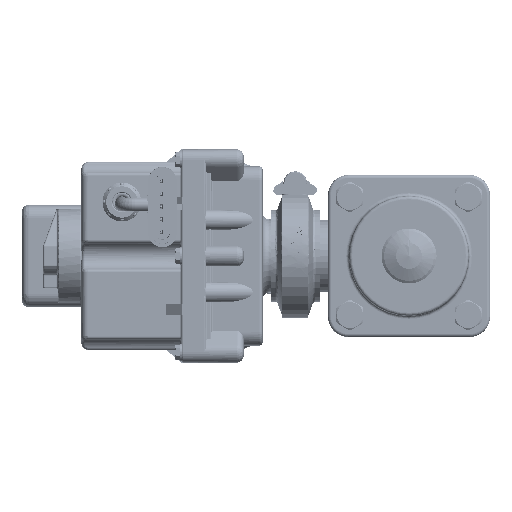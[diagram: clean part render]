
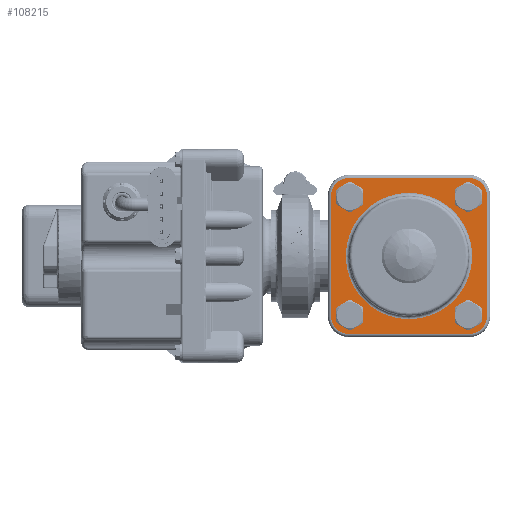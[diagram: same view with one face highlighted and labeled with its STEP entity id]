
A CAD part, left-side view. The second image highlights one B-rep face of the part: STEP entity #108215.
In plain terms, the highlighted face is planar.
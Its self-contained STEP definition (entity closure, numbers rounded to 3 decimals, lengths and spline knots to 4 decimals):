
#5749=FACE_BOUND('',#36843,.T.);
#5750=FACE_BOUND('',#36844,.T.);
#5751=FACE_BOUND('',#36845,.T.);
#5752=FACE_BOUND('',#36846,.T.);
#5753=FACE_BOUND('',#36847,.T.);
#6353=PLANE('',#115938);
#9593=LINE('',#154853,#19355);
#9594=LINE('',#154857,#19356);
#9595=LINE('',#154861,#19357);
#9596=LINE('',#154865,#19358);
#19355=VECTOR('',#125609,0.3937);
#19356=VECTOR('',#125612,0.3937);
#19357=VECTOR('',#125615,0.3937);
#19358=VECTOR('',#125618,0.3937);
#30413=FACE_OUTER_BOUND('',#36842,.T.);
#36842=EDGE_LOOP('',(#75559,#75560,#75561,#75562,#75563,#75564,#75565,#75566));
#36843=EDGE_LOOP('',(#75567));
#36844=EDGE_LOOP('',(#75568));
#36845=EDGE_LOOP('',(#75569));
#36846=EDGE_LOOP('',(#75570));
#36847=EDGE_LOOP('',(#75571));
#43825=CIRCLE('',#115937,1.17);
#43826=CIRCLE('',#115939,0.315);
#43827=CIRCLE('',#115940,0.315);
#43828=CIRCLE('',#115941,0.315);
#43829=CIRCLE('',#115942,0.315);
#43830=CIRCLE('',#115943,0.18);
#43831=CIRCLE('',#115944,0.18);
#43832=CIRCLE('',#115945,0.18);
#43833=CIRCLE('',#115946,0.18);
#47344=VERTEX_POINT('',#154847);
#47345=VERTEX_POINT('',#154851);
#47346=VERTEX_POINT('',#154852);
#47347=VERTEX_POINT('',#154854);
#47348=VERTEX_POINT('',#154856);
#47349=VERTEX_POINT('',#154858);
#47350=VERTEX_POINT('',#154860);
#47351=VERTEX_POINT('',#154862);
#47352=VERTEX_POINT('',#154864);
#47353=VERTEX_POINT('',#154867);
#47354=VERTEX_POINT('',#154869);
#47355=VERTEX_POINT('',#154871);
#47356=VERTEX_POINT('',#154873);
#58307=EDGE_CURVE('',#47344,#47344,#43825,.T.);
#58308=EDGE_CURVE('',#47345,#47346,#9593,.T.);
#58309=EDGE_CURVE('',#47347,#47345,#43826,.T.);
#58310=EDGE_CURVE('',#47348,#47347,#9594,.T.);
#58311=EDGE_CURVE('',#47349,#47348,#43827,.T.);
#58312=EDGE_CURVE('',#47350,#47349,#9595,.T.);
#58313=EDGE_CURVE('',#47351,#47350,#43828,.T.);
#58314=EDGE_CURVE('',#47352,#47351,#9596,.T.);
#58315=EDGE_CURVE('',#47346,#47352,#43829,.T.);
#58316=EDGE_CURVE('',#47353,#47353,#43830,.T.);
#58317=EDGE_CURVE('',#47354,#47354,#43831,.T.);
#58318=EDGE_CURVE('',#47355,#47355,#43832,.T.);
#58319=EDGE_CURVE('',#47356,#47356,#43833,.T.);
#75559=ORIENTED_EDGE('',*,*,#58308,.F.);
#75560=ORIENTED_EDGE('',*,*,#58309,.F.);
#75561=ORIENTED_EDGE('',*,*,#58310,.F.);
#75562=ORIENTED_EDGE('',*,*,#58311,.F.);
#75563=ORIENTED_EDGE('',*,*,#58312,.F.);
#75564=ORIENTED_EDGE('',*,*,#58313,.F.);
#75565=ORIENTED_EDGE('',*,*,#58314,.F.);
#75566=ORIENTED_EDGE('',*,*,#58315,.F.);
#75567=ORIENTED_EDGE('',*,*,#58316,.T.);
#75568=ORIENTED_EDGE('',*,*,#58317,.T.);
#75569=ORIENTED_EDGE('',*,*,#58318,.T.);
#75570=ORIENTED_EDGE('',*,*,#58319,.T.);
#75571=ORIENTED_EDGE('',*,*,#58307,.F.);
#108215=ADVANCED_FACE('',(#30413,#5749,#5750,#5751,#5752,#5753),#6353,.T.);
#115937=AXIS2_PLACEMENT_3D('',#154849,#125605,#125606);
#115938=AXIS2_PLACEMENT_3D('',#154850,#125607,#125608);
#115939=AXIS2_PLACEMENT_3D('',#154855,#125610,#125611);
#115940=AXIS2_PLACEMENT_3D('',#154859,#125613,#125614);
#115941=AXIS2_PLACEMENT_3D('',#154863,#125616,#125617);
#115942=AXIS2_PLACEMENT_3D('',#154866,#125619,#125620);
#115943=AXIS2_PLACEMENT_3D('',#154868,#125621,#125622);
#115944=AXIS2_PLACEMENT_3D('',#154870,#125623,#125624);
#115945=AXIS2_PLACEMENT_3D('',#154872,#125625,#125626);
#115946=AXIS2_PLACEMENT_3D('',#154874,#125627,#125628);
#125605=DIRECTION('center_axis',(0.,0.,1.));
#125606=DIRECTION('ref_axis',(-1.,0.,0.));
#125607=DIRECTION('center_axis',(0.,0.,1.));
#125608=DIRECTION('ref_axis',(1.,0.,0.));
#125609=DIRECTION('',(1.,0.,0.));
#125610=DIRECTION('center_axis',(0.,0.,-1.));
#125611=DIRECTION('ref_axis',(-0.707,0.707,0.));
#125612=DIRECTION('',(0.,1.,0.));
#125613=DIRECTION('center_axis',(0.,0.,-1.));
#125614=DIRECTION('ref_axis',(-0.707,-0.707,0.));
#125615=DIRECTION('',(-1.,0.,0.));
#125616=DIRECTION('center_axis',(0.,0.,-1.));
#125617=DIRECTION('ref_axis',(0.707,-0.707,0.));
#125618=DIRECTION('',(0.,-1.,0.));
#125619=DIRECTION('center_axis',(0.,0.,-1.));
#125620=DIRECTION('ref_axis',(0.707,0.707,0.));
#125621=DIRECTION('center_axis',(0.,0.,-1.));
#125622=DIRECTION('ref_axis',(0.,-1.,0.));
#125623=DIRECTION('center_axis',(0.,0.,-1.));
#125624=DIRECTION('ref_axis',(-1.,0.,0.));
#125625=DIRECTION('center_axis',(0.,0.,-1.));
#125626=DIRECTION('ref_axis',(0.,1.,0.));
#125627=DIRECTION('center_axis',(0.,0.,-1.));
#125628=DIRECTION('ref_axis',(1.,0.,0.));
#154847=CARTESIAN_POINT('',(1.17,0.,0.59));
#154849=CARTESIAN_POINT('Origin',(0.,0.,0.59));
#154850=CARTESIAN_POINT('Origin',(0.,0.,
0.59));
#154851=CARTESIAN_POINT('',(-1.125,1.44,0.59));
#154852=CARTESIAN_POINT('',(1.125,1.44,0.59));
#154853=CARTESIAN_POINT('',(-0.75,1.44,0.59));
#154854=CARTESIAN_POINT('',(-1.44,1.125,0.59));
#154855=CARTESIAN_POINT('Origin',(-1.125,1.125,0.59));
#154856=CARTESIAN_POINT('',(-1.44,-1.125,0.59));
#154857=CARTESIAN_POINT('',(-1.44,-0.75,0.59));
#154858=CARTESIAN_POINT('',(-1.125,-1.44,0.59));
#154859=CARTESIAN_POINT('Origin',(-1.125,-1.125,0.59));
#154860=CARTESIAN_POINT('',(1.125,-1.44,0.59));
#154861=CARTESIAN_POINT('',(0.75,-1.44,0.59));
#154862=CARTESIAN_POINT('',(1.44,-1.125,0.59));
#154863=CARTESIAN_POINT('Origin',(1.125,-1.125,0.59));
#154864=CARTESIAN_POINT('',(1.44,1.125,0.59));
#154865=CARTESIAN_POINT('',(1.44,0.75,0.59));
#154866=CARTESIAN_POINT('Origin',(1.125,1.125,0.59));
#154867=CARTESIAN_POINT('',(1.094,1.274,0.59));
#154868=CARTESIAN_POINT('Origin',(1.094,1.094,0.59));
#154869=CARTESIAN_POINT('',(1.274,-1.094,0.59));
#154870=CARTESIAN_POINT('Origin',(1.094,-1.094,0.59));
#154871=CARTESIAN_POINT('',(-1.094,-1.274,0.59));
#154872=CARTESIAN_POINT('Origin',(-1.094,-1.094,0.59));
#154873=CARTESIAN_POINT('',(-1.274,1.094,0.59));
#154874=CARTESIAN_POINT('Origin',(-1.094,1.094,0.59));
